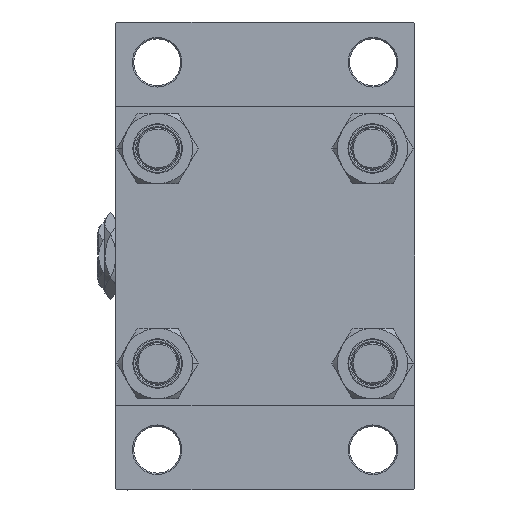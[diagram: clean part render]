
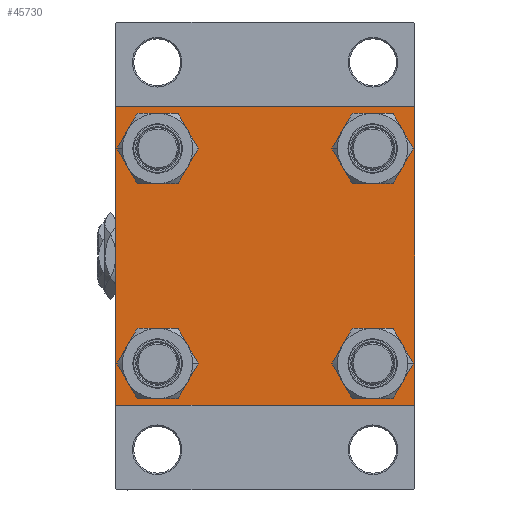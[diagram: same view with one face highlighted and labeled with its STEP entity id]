
A CAD part, left-side view. The second image highlights one B-rep face of the part: STEP entity #45730.
In plain terms, the highlighted planar face has unit normal (-1, 0, 0).
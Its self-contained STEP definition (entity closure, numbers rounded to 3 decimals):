
#234 = VERTEX_POINT ( 'NONE', #37791 ) ;
#455 = ORIENTED_EDGE ( 'NONE', *, *, #45232, .T. ) ;
#603 = VECTOR ( 'NONE', #5248, 1000. ) ;
#652 = DIRECTION ( 'NONE',  ( 0., 0., 1. ) ) ;
#709 = CARTESIAN_POINT ( 'NONE',  ( 0., -57., 57.5 ) ) ;
#1572 = DIRECTION ( 'NONE',  ( 0., 0., 1. ) ) ;
#1618 = EDGE_LOOP ( 'NONE', ( #39070, #45405 ) ) ;
#1935 = ORIENTED_EDGE ( 'NONE', *, *, #21761, .T. ) ;
#1945 = DIRECTION ( 'NONE',  ( 0., 0., 1. ) ) ;
#2304 = VERTEX_POINT ( 'NONE', #47850 ) ;
#2625 = VECTOR ( 'NONE', #49955, 1000. ) ;
#2653 = CARTESIAN_POINT ( 'NONE',  ( 0., 41.35, -41.35 ) ) ;
#2750 = VERTEX_POINT ( 'NONE', #32628 ) ;
#3347 = VECTOR ( 'NONE', #44320, 1000. ) ;
#3394 = EDGE_CURVE ( 'NONE', #31597, #20261, #10408, .T. ) ;
#3590 = AXIS2_PLACEMENT_3D ( 'NONE', #26820, #45800, #7349 ) ;
#3849 = CARTESIAN_POINT ( 'NONE',  ( 0., 57., 57.5 ) ) ;
#4515 = LINE ( 'NONE', #24460, #26013 ) ;
#4834 = VECTOR ( 'NONE', #43558, 1000. ) ;
#4924 = DIRECTION ( 'NONE',  ( 1., 0., 0. ) ) ;
#4976 = ORIENTED_EDGE ( 'NONE', *, *, #11628, .T. ) ;
#5180 = CIRCLE ( 'NONE', #3590, 8.5 ) ;
#5248 = DIRECTION ( 'NONE',  ( 0., 0.707, -0.707 ) ) ;
#5488 = VECTOR ( 'NONE', #25199, 1000. ) ;
#5723 = CARTESIAN_POINT ( 'NONE',  ( 0., 41.35, 41.35 ) ) ;
#6398 = ORIENTED_EDGE ( 'NONE', *, *, #3394, .F. ) ;
#7349 = DIRECTION ( 'NONE',  ( 0., 0., 1. ) ) ;
#7619 = CARTESIAN_POINT ( 'NONE',  ( 0., -57.5, 57. ) ) ;
#7747 = CARTESIAN_POINT ( 'NONE',  ( 0., -57.25, -57.25 ) ) ;
#8410 = CARTESIAN_POINT ( 'NONE',  ( 0., 0., 0. ) ) ;
#8518 = EDGE_CURVE ( 'NONE', #27854, #2750, #49337, .T. ) ;
#8541 = ORIENTED_EDGE ( 'NONE', *, *, #14689, .T. ) ;
#8582 = DIRECTION ( 'NONE',  ( 0., 0., 1. ) ) ;
#8787 = DIRECTION ( 'NONE',  ( 0., 0.707, 0.707 ) ) ;
#8830 = CARTESIAN_POINT ( 'NONE',  ( 0., 41.35, -49.85 ) ) ;
#9579 = CARTESIAN_POINT ( 'NONE',  ( 0., -41.35, 41.35 ) ) ;
#10408 = LINE ( 'NONE', #25824, #3347 ) ;
#10565 = ORIENTED_EDGE ( 'NONE', *, *, #42735, .T. ) ;
#10933 = EDGE_CURVE ( 'NONE', #36977, #11913, #34990, .T. ) ;
#11589 = CARTESIAN_POINT ( 'NONE',  ( 0., 57., -57.5 ) ) ;
#11628 = EDGE_CURVE ( 'NONE', #2304, #35148, #39882, .T. ) ;
#11913 = VERTEX_POINT ( 'NONE', #46469 ) ;
#12450 = FACE_OUTER_BOUND ( 'NONE', #35580, .T. ) ;
#12498 = EDGE_LOOP ( 'NONE', ( #4976, #23122 ) ) ;
#12624 = DIRECTION ( 'NONE',  ( 0., 0., 1. ) ) ;
#13564 = DIRECTION ( 'NONE',  ( 1., 0., 0. ) ) ;
#14274 = DIRECTION ( 'NONE',  ( 0., -1., 0. ) ) ;
#14689 = EDGE_CURVE ( 'NONE', #39059, #234, #5180, .T. ) ;
#14809 = ORIENTED_EDGE ( 'NONE', *, *, #22567, .T. ) ;
#15953 = EDGE_LOOP ( 'NONE', ( #1935, #45125 ) ) ;
#16304 = AXIS2_PLACEMENT_3D ( 'NONE', #8410, #47104, #1572 ) ;
#16601 = CIRCLE ( 'NONE', #21435, 8.5 ) ;
#16761 = DIRECTION ( 'NONE',  ( 1., 0., 0. ) ) ;
#17088 = VECTOR ( 'NONE', #14274, 1000. ) ;
#17255 = ORIENTED_EDGE ( 'NONE', *, *, #32383, .T. ) ;
#17288 = ORIENTED_EDGE ( 'NONE', *, *, #22754, .F. ) ;
#17369 = EDGE_CURVE ( 'NONE', #28785, #39256, #16601, .T. ) ;
#17540 = CARTESIAN_POINT ( 'NONE',  ( 0., 41.35, -32.85 ) ) ;
#17756 = ORIENTED_EDGE ( 'NONE', *, *, #30780, .T. ) ;
#19068 = CARTESIAN_POINT ( 'NONE',  ( 0., -41.35, 32.85 ) ) ;
#19167 = CIRCLE ( 'NONE', #30460, 8.5 ) ;
#19336 = ORIENTED_EDGE ( 'NONE', *, *, #8518, .T. ) ;
#19871 = CARTESIAN_POINT ( 'NONE',  ( 0., 41.35, 41.35 ) ) ;
#20261 = VERTEX_POINT ( 'NONE', #39103 ) ;
#20318 = AXIS2_PLACEMENT_3D ( 'NONE', #9579, #21203, #12624 ) ;
#20450 = AXIS2_PLACEMENT_3D ( 'NONE', #19871, #35284, #652 ) ;
#20544 = FACE_BOUND ( 'NONE', #12498, .T. ) ;
#20906 = CARTESIAN_POINT ( 'NONE',  ( 0., 57.25, 57.25 ) ) ;
#21112 = CIRCLE ( 'NONE', #20318, 8.5 ) ;
#21203 = DIRECTION ( 'NONE',  ( 1., 0., 0. ) ) ;
#21435 = AXIS2_PLACEMENT_3D ( 'NONE', #2653, #34491, #49913 ) ;
#21709 = CIRCLE ( 'NONE', #23296, 8.5 ) ;
#21761 = EDGE_CURVE ( 'NONE', #11913, #36977, #19167, .T. ) ;
#22146 = CARTESIAN_POINT ( 'NONE',  ( 0., 57.5, 57.5 ) ) ;
#22567 = EDGE_CURVE ( 'NONE', #37908, #27854, #24452, .T. ) ;
#22754 = EDGE_CURVE ( 'NONE', #37908, #30536, #36579, .T. ) ;
#23093 = EDGE_LOOP ( 'NONE', ( #8541, #455 ) ) ;
#23122 = ORIENTED_EDGE ( 'NONE', *, *, #41194, .T. ) ;
#23296 = AXIS2_PLACEMENT_3D ( 'NONE', #43363, #4924, #32479 ) ;
#24452 = LINE ( 'NONE', #20906, #603 ) ;
#24460 = CARTESIAN_POINT ( 'NONE',  ( 0., -57.25, 57.25 ) ) ;
#24608 = CARTESIAN_POINT ( 'NONE',  ( 0., -41.35, -41.35 ) ) ;
#25086 = CARTESIAN_POINT ( 'NONE',  ( 0., 57.25, -57.25 ) ) ;
#25199 = DIRECTION ( 'NONE',  ( 0., -1., 0. ) ) ;
#25824 = CARTESIAN_POINT ( 'NONE',  ( 0., -57.5, 57.5 ) ) ;
#26013 = VECTOR ( 'NONE', #8787, 1000. ) ;
#26820 = CARTESIAN_POINT ( 'NONE',  ( 0., -41.35, -41.35 ) ) ;
#27414 = VERTEX_POINT ( 'NONE', #42278 ) ;
#27615 = FACE_BOUND ( 'NONE', #1618, .T. ) ;
#27788 = CARTESIAN_POINT ( 'NONE',  ( 0., -41.35, 41.35 ) ) ;
#27854 = VERTEX_POINT ( 'NONE', #46000 ) ;
#28640 = EDGE_CURVE ( 'NONE', #39256, #28785, #21709, .T. ) ;
#28785 = VERTEX_POINT ( 'NONE', #17540 ) ;
#29970 = CARTESIAN_POINT ( 'NONE',  ( 0., 41.35, 32.85 ) ) ;
#30460 = AXIS2_PLACEMENT_3D ( 'NONE', #5723, #13564, #1945 ) ;
#30536 = VERTEX_POINT ( 'NONE', #709 ) ;
#30780 = EDGE_CURVE ( 'NONE', #2750, #31275, #40280, .T. ) ;
#31275 = VERTEX_POINT ( 'NONE', #11589 ) ;
#31597 = VERTEX_POINT ( 'NONE', #7619 ) ;
#31697 = ORIENTED_EDGE ( 'NONE', *, *, #35087, .T. ) ;
#32174 = PLANE ( 'NONE',  #16304 ) ;
#32383 = EDGE_CURVE ( 'NONE', #27414, #20261, #39350, .T. ) ;
#32479 = DIRECTION ( 'NONE',  ( 0., 0., 1. ) ) ;
#32628 = CARTESIAN_POINT ( 'NONE',  ( 0., 57.5, -57. ) ) ;
#33510 = CARTESIAN_POINT ( 'NONE',  ( 0., 57.5, -57.5 ) ) ;
#34491 = DIRECTION ( 'NONE',  ( 1., 0., 0. ) ) ;
#34990 = CIRCLE ( 'NONE', #20450, 8.5 ) ;
#35087 = EDGE_CURVE ( 'NONE', #31275, #27414, #49423, .T. ) ;
#35148 = VERTEX_POINT ( 'NONE', #19068 ) ;
#35284 = DIRECTION ( 'NONE',  ( 1., 0., 0. ) ) ;
#35580 = EDGE_LOOP ( 'NONE', ( #19336, #17756, #31697, #17255, #6398, #10565, #17288, #14809 ) ) ;
#36449 = FACE_BOUND ( 'NONE', #23093, .T. ) ;
#36579 = LINE ( 'NONE', #22146, #5488 ) ;
#36977 = VERTEX_POINT ( 'NONE', #29970 ) ;
#37791 = CARTESIAN_POINT ( 'NONE',  ( 0., -41.35, -49.85 ) ) ;
#37908 = VERTEX_POINT ( 'NONE', #3849 ) ;
#38115 = CIRCLE ( 'NONE', #48625, 8.5 ) ;
#38243 = AXIS2_PLACEMENT_3D ( 'NONE', #27788, #43234, #8582 ) ;
#39059 = VERTEX_POINT ( 'NONE', #45028 ) ;
#39070 = ORIENTED_EDGE ( 'NONE', *, *, #17369, .T. ) ;
#39103 = CARTESIAN_POINT ( 'NONE',  ( 0., -57.5, -57. ) ) ;
#39256 = VERTEX_POINT ( 'NONE', #8830 ) ;
#39350 = LINE ( 'NONE', #7747, #44467 ) ;
#39882 = CIRCLE ( 'NONE', #38243, 8.5 ) ;
#40280 = LINE ( 'NONE', #25086, #4834 ) ;
#40548 = DIRECTION ( 'NONE',  ( 0., 0., 1. ) ) ;
#41194 = EDGE_CURVE ( 'NONE', #35148, #2304, #21112, .T. ) ;
#41883 = CARTESIAN_POINT ( 'NONE',  ( 0., 57.5, 57.5 ) ) ;
#42278 = CARTESIAN_POINT ( 'NONE',  ( 0., -57., -57.5 ) ) ;
#42735 = EDGE_CURVE ( 'NONE', #31597, #30536, #4515, .T. ) ;
#43234 = DIRECTION ( 'NONE',  ( 1., 0., 0. ) ) ;
#43363 = CARTESIAN_POINT ( 'NONE',  ( 0., 41.35, -41.35 ) ) ;
#43558 = DIRECTION ( 'NONE',  ( 0., -0.707, -0.707 ) ) ;
#44057 = FACE_BOUND ( 'NONE', #15953, .T. ) ;
#44320 = DIRECTION ( 'NONE',  ( 0., 0., -1. ) ) ;
#44467 = VECTOR ( 'NONE', #46936, 1000. ) ;
#45028 = CARTESIAN_POINT ( 'NONE',  ( 0., -41.35, -32.85 ) ) ;
#45125 = ORIENTED_EDGE ( 'NONE', *, *, #10933, .T. ) ;
#45232 = EDGE_CURVE ( 'NONE', #234, #39059, #38115, .T. ) ;
#45405 = ORIENTED_EDGE ( 'NONE', *, *, #28640, .T. ) ;
#45730 = ADVANCED_FACE ( 'NONE', ( #20544, #36449, #27615, #44057, #12450 ), #32174, .T. ) ;
#45800 = DIRECTION ( 'NONE',  ( 1., 0., 0. ) ) ;
#46000 = CARTESIAN_POINT ( 'NONE',  ( 0., 57.5, 57. ) ) ;
#46469 = CARTESIAN_POINT ( 'NONE',  ( 0., 41.35, 49.85 ) ) ;
#46936 = DIRECTION ( 'NONE',  ( 0., -0.707, 0.707 ) ) ;
#47104 = DIRECTION ( 'NONE',  ( -1., 0., 0. ) ) ;
#47850 = CARTESIAN_POINT ( 'NONE',  ( 0., -41.35, 49.85 ) ) ;
#48625 = AXIS2_PLACEMENT_3D ( 'NONE', #24608, #16761, #40548 ) ;
#49337 = LINE ( 'NONE', #41883, #2625 ) ;
#49423 = LINE ( 'NONE', #33510, #17088 ) ;
#49913 = DIRECTION ( 'NONE',  ( 0., 0., 1. ) ) ;
#49955 = DIRECTION ( 'NONE',  ( 0., 0., -1. ) ) ;
